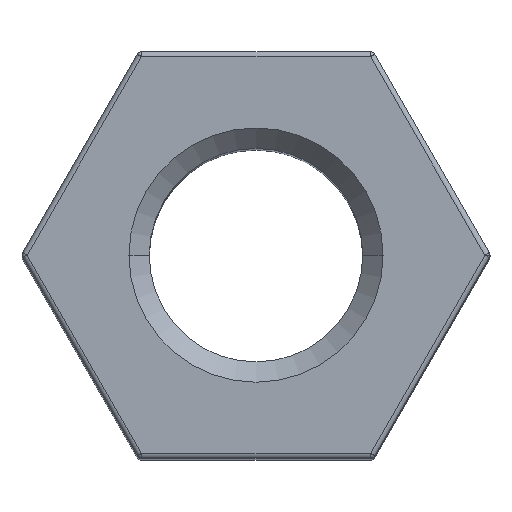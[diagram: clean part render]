
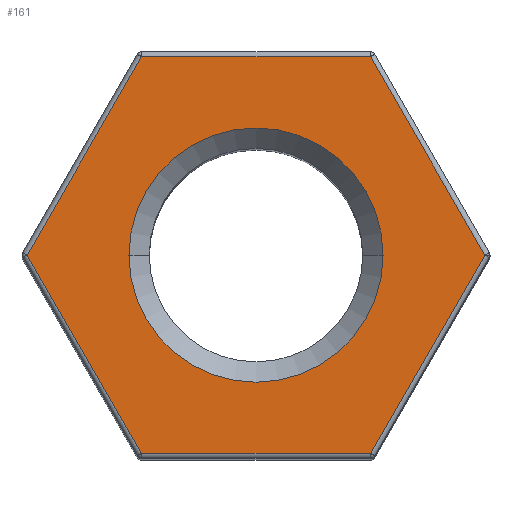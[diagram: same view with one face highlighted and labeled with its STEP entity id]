
A CAD part, top view. The second image highlights one B-rep face of the part: STEP entity #161.
In plain terms, the highlighted planar face has unit normal (0, 0, 1).
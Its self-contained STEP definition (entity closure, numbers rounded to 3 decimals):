
#4 = CARTESIAN_POINT ( 'NONE',  ( 2.223, 3.95, 20. ) ) ;
#25 = LINE ( 'NONE', #886, #1048 ) ;
#55 = DIRECTION ( 'NONE',  ( 1., 0., 0. ) ) ;
#81 = ORIENTED_EDGE ( 'NONE', *, *, #788, .T. ) ;
#96 = CARTESIAN_POINT ( 'NONE',  ( -4.532, -0.05, 20. ) ) ;
#100 = VERTEX_POINT ( 'NONE', #625 ) ;
#133 = EDGE_LOOP ( 'NONE', ( #294, #392, #391, #437, #778, #510 ) ) ;
#150 = CARTESIAN_POINT ( 'NONE',  ( 0., 0., 20. ) ) ;
#161 = ADVANCED_FACE ( 'NONE', ( #1051, #275 ), #261, .T. ) ;
#168 = CARTESIAN_POINT ( 'NONE',  ( 4.503, 0., 20. ) ) ;
#182 = VERTEX_POINT ( 'NONE', #168 ) ;
#216 = CARTESIAN_POINT ( 'NONE',  ( -2.5, 0., 20. ) ) ;
#255 = DIRECTION ( 'NONE',  ( 1., 0., 0. ) ) ;
#257 = AXIS2_PLACEMENT_3D ( 'NONE', #354, #645, #55 ) ;
#261 = PLANE ( 'NONE',  #257 ) ;
#275 = FACE_BOUND ( 'NONE', #652, .T. ) ;
#294 = ORIENTED_EDGE ( 'NONE', *, *, #998, .T. ) ;
#301 = VECTOR ( 'NONE', #682, 1000. ) ;
#328 = LINE ( 'NONE', #577, #388 ) ;
#354 = CARTESIAN_POINT ( 'NONE',  ( 4.619, 0., 20. ) ) ;
#379 = CIRCLE ( 'NONE', #683, 2.5 ) ;
#388 = VECTOR ( 'NONE', #1175, 1000. ) ;
#391 = ORIENTED_EDGE ( 'NONE', *, *, #1003, .T. ) ;
#392 = ORIENTED_EDGE ( 'NONE', *, *, #999, .T. ) ;
#398 = DIRECTION ( 'NONE',  ( 0.5, 0.866, 0. ) ) ;
#437 = ORIENTED_EDGE ( 'NONE', *, *, #1012, .T. ) ;
#497 = LINE ( 'NONE', #1086, #995 ) ;
#502 = CARTESIAN_POINT ( 'NONE',  ( 0., 0., 20. ) ) ;
#510 = ORIENTED_EDGE ( 'NONE', *, *, #1045, .T. ) ;
#550 = LINE ( 'NONE', #574, #301 ) ;
#574 = CARTESIAN_POINT ( 'NONE',  ( -2.309, 3.9, 20. ) ) ;
#577 = CARTESIAN_POINT ( 'NONE',  ( 2.309, -3.9, 20. ) ) ;
#595 = DIRECTION ( 'NONE',  ( 1., 0., 0. ) ) ;
#610 = CARTESIAN_POINT ( 'NONE',  ( 2.252, -3.9, 20. ) ) ;
#625 = CARTESIAN_POINT ( 'NONE',  ( 2.5, 0., 20. ) ) ;
#634 = VERTEX_POINT ( 'NONE', #216 ) ;
#637 = VECTOR ( 'NONE', #696, 1000. ) ;
#645 = DIRECTION ( 'NONE',  ( 0., 0., 1. ) ) ;
#651 = VERTEX_POINT ( 'NONE', #802 ) ;
#652 = EDGE_LOOP ( 'NONE', ( #81, #1160 ) ) ;
#682 = DIRECTION ( 'NONE',  ( -1., 0., 0. ) ) ;
#683 = AXIS2_PLACEMENT_3D ( 'NONE', #502, #1185, #595 ) ;
#689 = DIRECTION ( 'NONE',  ( -0.5, -0.866, 0. ) ) ;
#696 = DIRECTION ( 'NONE',  ( -0.5, 0.866, 0. ) ) ;
#746 = AXIS2_PLACEMENT_3D ( 'NONE', #150, #833, #255 ) ;
#778 = ORIENTED_EDGE ( 'NONE', *, *, #1038, .T. ) ;
#785 = CIRCLE ( 'NONE', #746, 2.5 ) ;
#788 = EDGE_CURVE ( 'NONE', #100, #634, #785, .T. ) ;
#802 = CARTESIAN_POINT ( 'NONE',  ( -4.503, 0., 20. ) ) ;
#817 = VECTOR ( 'NONE', #689, 1000. ) ;
#833 = DIRECTION ( 'NONE',  ( 0., 0., -1. ) ) ;
#858 = VERTEX_POINT ( 'NONE', #1231 ) ;
#886 = CARTESIAN_POINT ( 'NONE',  ( -2.223, -3.95, 20. ) ) ;
#985 = DIRECTION ( 'NONE',  ( 0.5, -0.866, 0. ) ) ;
#995 = VECTOR ( 'NONE', #398, 1000. ) ;
#998 = EDGE_CURVE ( 'NONE', #1174, #858, #550, .T. ) ;
#999 = EDGE_CURVE ( 'NONE', #858, #651, #1079, .T. ) ;
#1003 = EDGE_CURVE ( 'NONE', #651, #1021, #25, .T. ) ;
#1012 = EDGE_CURVE ( 'NONE', #1021, #1156, #328, .T. ) ;
#1021 = VERTEX_POINT ( 'NONE', #1254 ) ;
#1038 = EDGE_CURVE ( 'NONE', #1156, #182, #497, .T. ) ;
#1045 = EDGE_CURVE ( 'NONE', #182, #1174, #1159, .T. ) ;
#1048 = VECTOR ( 'NONE', #985, 1000. ) ;
#1051 = FACE_OUTER_BOUND ( 'NONE', #133, .T. ) ;
#1057 = EDGE_CURVE ( 'NONE', #634, #100, #379, .T. ) ;
#1079 = LINE ( 'NONE', #96, #817 ) ;
#1086 = CARTESIAN_POINT ( 'NONE',  ( 4.532, 0.05, 20. ) ) ;
#1107 = CARTESIAN_POINT ( 'NONE',  ( 2.252, 3.9, 20. ) ) ;
#1156 = VERTEX_POINT ( 'NONE', #610 ) ;
#1159 = LINE ( 'NONE', #4, #637 ) ;
#1160 = ORIENTED_EDGE ( 'NONE', *, *, #1057, .T. ) ;
#1174 = VERTEX_POINT ( 'NONE', #1107 ) ;
#1175 = DIRECTION ( 'NONE',  ( 1., 0., 0. ) ) ;
#1185 = DIRECTION ( 'NONE',  ( 0., 0., -1. ) ) ;
#1231 = CARTESIAN_POINT ( 'NONE',  ( -2.252, 3.9, 20. ) ) ;
#1254 = CARTESIAN_POINT ( 'NONE',  ( -2.252, -3.9, 20. ) ) ;
